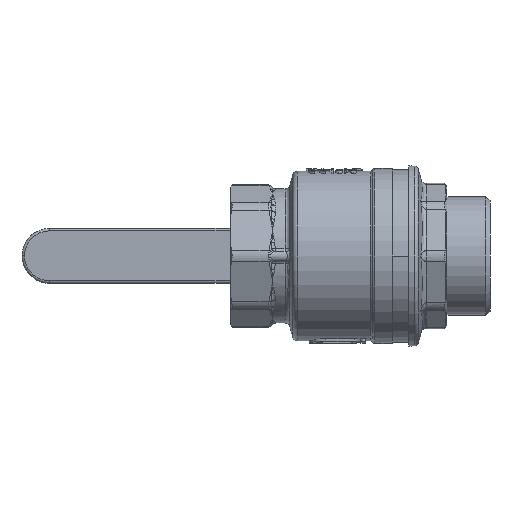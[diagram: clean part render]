
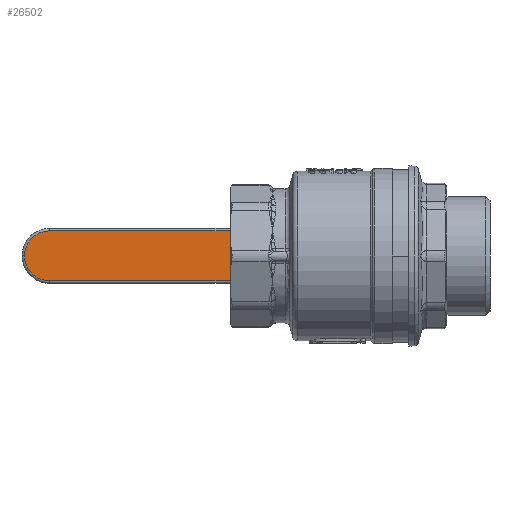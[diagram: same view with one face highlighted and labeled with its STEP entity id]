
A CAD part, front view. The second image highlights one B-rep face of the part: STEP entity #26502.
In plain terms, the highlighted planar face has unit normal (0, -1, 0).
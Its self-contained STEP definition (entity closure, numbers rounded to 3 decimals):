
#3 = VERTEX_POINT ( 'NONE', #13709 ) ;
#1375 = EDGE_LOOP ( 'NONE', ( #25983, #26009, #25992, #26018, #25965 ) ) ;
#3441 = LINE ( 'NONE', #7283, #23648 ) ;
#3754 = FACE_OUTER_BOUND ( 'NONE', #1375, .T. ) ;
#3996 = VERTEX_POINT ( 'NONE', #27788 ) ;
#7283 = CARTESIAN_POINT ( 'NONE',  ( -30.778, 62.61, -9.95 ) ) ;
#7284 = DIRECTION ( 'NONE',  ( 1., 0., 0. ) ) ;
#8393 = VERTEX_POINT ( 'NONE', #13196 ) ;
#8643 = VERTEX_POINT ( 'NONE', #13194 ) ;
#8701 = VERTEX_POINT ( 'NONE', #13215 ) ;
#8708 = CARTESIAN_POINT ( 'NONE',  ( -119., 62.61, 0.05 ) ) ;
#8710 = DIRECTION ( 'NONE',  ( 0., -1., 0. ) ) ;
#8711 = DIRECTION ( 'NONE',  ( 1., 0., 0. ) ) ;
#10029 = PLANE ( 'NONE',  #23223 ) ;
#10030 = CARTESIAN_POINT ( 'NONE',  ( -30.571, 62.61, -10.95 ) ) ;
#10032 = DIRECTION ( 'NONE',  ( 0., 1., 0. ) ) ;
#10034 = DIRECTION ( 'NONE',  ( 1., 0., 0. ) ) ;
#12722 = CARTESIAN_POINT ( 'NONE',  ( -119., 62.61, 0.05 ) ) ;
#12723 = DIRECTION ( 'NONE',  ( 0., -1., 0. ) ) ;
#12724 = DIRECTION ( 'NONE',  ( 1., 0., 0. ) ) ;
#13194 = CARTESIAN_POINT ( 'NONE',  ( -119., 62.61, -9.95 ) ) ;
#13196 = CARTESIAN_POINT ( 'NONE',  ( -30.778, 62.61, -9.95 ) ) ;
#13215 = CARTESIAN_POINT ( 'NONE',  ( -129., 62.61, 0.05 ) ) ;
#13709 = CARTESIAN_POINT ( 'NONE',  ( -119., 62.61, 10.05 ) ) ;
#13824 = CIRCLE ( 'NONE', #13826, 10. ) ;
#13826 = AXIS2_PLACEMENT_3D ( 'NONE', #12722, #12723, #12724 ) ;
#14378 = VECTOR ( 'NONE', #20947, 1000. ) ;
#14432 = VECTOR ( 'NONE', #22032, 1000. ) ;
#17585 = LINE ( 'NONE', #20946, #14378 ) ;
#17644 = LINE ( 'NONE', #22030, #14432 ) ;
#20946 = CARTESIAN_POINT ( 'NONE',  ( -30.778, 62.61, 11.05 ) ) ;
#20947 = DIRECTION ( 'NONE',  ( 0., 0., 1. ) ) ;
#22030 = CARTESIAN_POINT ( 'NONE',  ( -30.571, 62.61, 10.05 ) ) ;
#22032 = DIRECTION ( 'NONE',  ( -1., 0., 0. ) ) ;
#23223 = AXIS2_PLACEMENT_3D ( 'NONE', #10030, #10032, #10034 ) ;
#23648 = VECTOR ( 'NONE', #7284, 1000. ) ;
#25965 = ORIENTED_EDGE ( 'NONE', *, *, #26188, .T. ) ;
#25983 = ORIENTED_EDGE ( 'NONE', *, *, #27374, .T. ) ;
#25992 = ORIENTED_EDGE ( 'NONE', *, *, #26305, .T. ) ;
#26009 = ORIENTED_EDGE ( 'NONE', *, *, #27436, .T. ) ;
#26018 = ORIENTED_EDGE ( 'NONE', *, *, #26794, .T. ) ;
#26188 = EDGE_CURVE ( 'NONE', #8643, #8393, #3441, .T. ) ;
#26305 = EDGE_CURVE ( 'NONE', #3, #8701, #28304, .T. ) ;
#26502 = ADVANCED_FACE ( 'NONE', ( #3754 ), #10029, .F. ) ;
#26794 = EDGE_CURVE ( 'NONE', #8701, #8643, #13824, .T. ) ;
#27374 = EDGE_CURVE ( 'NONE', #8393, #3996, #17585, .T. ) ;
#27436 = EDGE_CURVE ( 'NONE', #3996, #3, #17644, .T. ) ;
#27788 = CARTESIAN_POINT ( 'NONE',  ( -30.778, 62.61, 10.05 ) ) ;
#28304 = CIRCLE ( 'NONE', #28386, 10. ) ;
#28386 = AXIS2_PLACEMENT_3D ( 'NONE', #8708, #8710, #8711 ) ;
